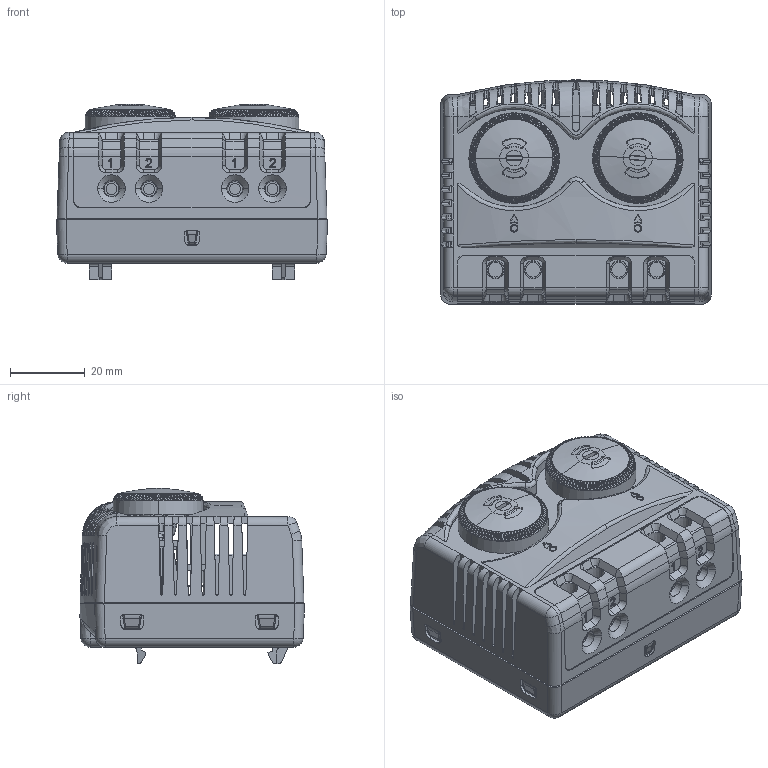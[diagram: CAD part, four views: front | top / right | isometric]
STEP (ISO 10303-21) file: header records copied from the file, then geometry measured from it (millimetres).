
FILE_DESCRIPTION((''),'2;1');
FILE_NAME('3012XX-DUAL-VARIABLE_ASM','2024-12-02T08:36:37',('alexcam'),(''),'CREO PARAMETRIC BY PTC INC, 2023294','CREO PARAMETRIC BY PTC INC, 2023294','');
FILE_SCHEMA(('AUTOMOTIVE_DESIGN { 1 0 10303 214 1 1 1 1 }'));
Products named in the file (18): HOUSING-41617-DUAL-VARIABLE; SOCKET-41620-DUAL; BIMETAL-BRACKET-WINGED; BIMETAL-KNOB-TREX; BIMETAL-DIAL; BIMETAL-BEAD-4; BIMETAL-CONTACT2-TREX; BIMETAL-TERMINAL-TREX; BIMETAL-BEAD-3; BIMETAL-CONTACT; BIMETAL-ELEMENT-TREX; BIMETAL-WASHER; BIMETAL-SPACER-TREX; KARSON-TBLOCK-2P; THERMOREX-SINGLE_AF8_ASM; THERMOREX-SINGLE_AF14_ASM; KNOB-41621-BIMET-DEG-C; 3012XX-DUAL-VARIABLE_ASM
Assembly tree (34 placements, depth 3):
  3012XX-DUAL-VARIABLE_ASM
    HOUSING-41617-DUAL-VARIABLE
    SOCKET-41620-DUAL
    THERMOREX-SINGLE_AF8_ASM
      BIMETAL-BRACKET-WINGED
      BIMETAL-KNOB-TREX
      BIMETAL-DIAL
      BIMETAL-BEAD-4  x2
      BIMETAL-CONTACT2-TREX
      BIMETAL-TERMINAL-TREX  x2
      BIMETAL-BEAD-3
      BIMETAL-CONTACT
      BIMETAL-ELEMENT-TREX
      BIMETAL-WASHER
      BIMETAL-SPACER-TREX
      KARSON-TBLOCK-2P
    THERMOREX-SINGLE_AF14_ASM
      BIMETAL-BRACKET-WINGED
      BIMETAL-KNOB-TREX
      BIMETAL-DIAL
      BIMETAL-BEAD-4  x2
      BIMETAL-CONTACT2-TREX
      BIMETAL-TERMINAL-TREX  x2
      BIMETAL-BEAD-3
      BIMETAL-CONTACT
      BIMETAL-ELEMENT-TREX
      BIMETAL-WASHER
      BIMETAL-SPACER-TREX
      KARSON-TBLOCK-2P
    KNOB-41621-BIMET-DEG-C  x2
Bounding box: 72.3 x 60 x 46.8 mm (x, y, z)
Volume: 46187.1 mm3; surface area: 64108.6 mm2
Topology: 32 solids, 32 shells, 5593 faces, 15940 edges, 10345 vertices
Faces by surface type: plane 2944, bspline 1046, cylinder 956, cone 331, extrusion 172, torus 112, sphere 32
Entity records: 204492 total; most frequent: CARTESIAN_POINT 68782, ORIENTED_EDGE 23676, DIRECTION 15046, PRESENTATION_STYLE_ASSIGNMENT 12079, STYLED_ITEM 11853, CURVE_STYLE 11838, EDGE_CURVE 11838, VERTEX_POINT 7660
